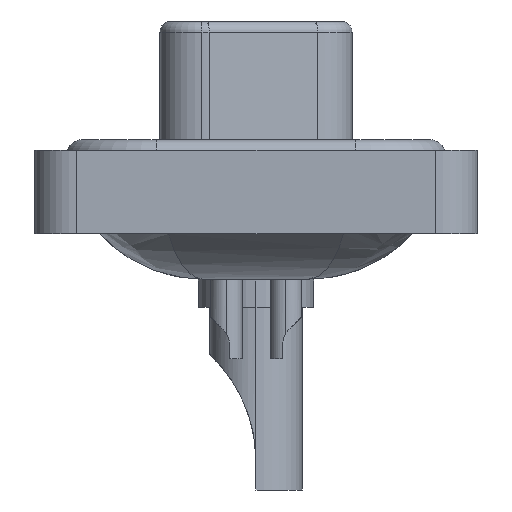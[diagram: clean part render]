
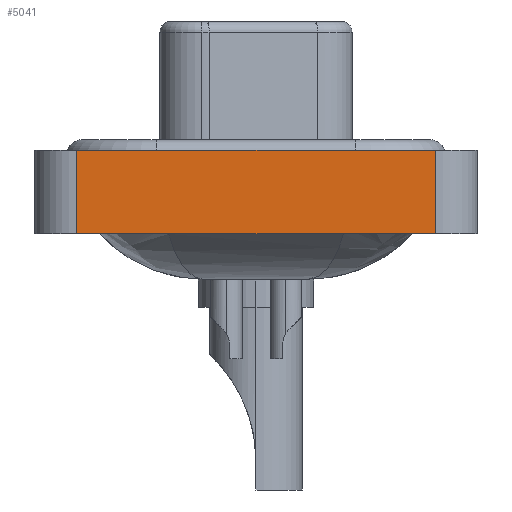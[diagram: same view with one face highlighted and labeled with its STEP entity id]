
A CAD part, left-side view. The second image highlights one B-rep face of the part: STEP entity #5041.
In plain terms, the highlighted planar face has unit normal (-1, 0, 0).
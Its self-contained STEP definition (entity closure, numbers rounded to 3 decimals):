
#448 = CARTESIAN_POINT ( 'NONE',  ( -7.35, -8.55, -3.6 ) ) ;
#2043 = VECTOR ( 'NONE', #6373, 1000. ) ;
#2700 = CARTESIAN_POINT ( 'NONE',  ( -7.35, 8.55, -3.6 ) ) ;
#3195 = AXIS2_PLACEMENT_3D ( 'NONE', #7922, #21302, #13742 ) ;
#3216 = LINE ( 'NONE', #19825, #9595 ) ;
#3761 = VERTEX_POINT ( 'NONE', #21185 ) ;
#4044 = CARTESIAN_POINT ( 'NONE',  ( -7.35, -8.55, -3.6 ) ) ;
#4125 = CARTESIAN_POINT ( 'NONE',  ( -7.35, -8.55, 0.4 ) ) ;
#5041 = ADVANCED_FACE ( 'NONE', ( #8157 ), #23278, .T. ) ;
#5421 = CARTESIAN_POINT ( 'NONE',  ( -7.35, 8.55, -3.6 ) ) ;
#5527 = ORIENTED_EDGE ( 'NONE', *, *, #24103, .F. ) ;
#5864 = CARTESIAN_POINT ( 'NONE',  ( -7.35, -8.55, 0.4 ) ) ;
#6135 = ORIENTED_EDGE ( 'NONE', *, *, #13852, .F. ) ;
#6373 = DIRECTION ( 'NONE',  ( 0., -1., 0. ) ) ;
#7478 = VECTOR ( 'NONE', #13431, 1000. ) ;
#7922 = CARTESIAN_POINT ( 'NONE',  ( -7.35, -8.55, -3.6 ) ) ;
#8157 = FACE_OUTER_BOUND ( 'NONE', #9085, .T. ) ;
#8236 = LINE ( 'NONE', #448, #2043 ) ;
#9085 = EDGE_LOOP ( 'NONE', ( #18395, #5527, #6135, #13945 ) ) ;
#9247 = EDGE_CURVE ( 'NONE', #15573, #20599, #8236, .T. ) ;
#9595 = VECTOR ( 'NONE', #23648, 1000. ) ;
#9714 = VERTEX_POINT ( 'NONE', #4125 ) ;
#11981 = LINE ( 'NONE', #2700, #14782 ) ;
#13431 = DIRECTION ( 'NONE',  ( 0., -1., 0. ) ) ;
#13454 = EDGE_CURVE ( 'NONE', #20599, #9714, #3216, .T. ) ;
#13742 = DIRECTION ( 'NONE',  ( 0., 0., 1. ) ) ;
#13852 = EDGE_CURVE ( 'NONE', #15573, #3761, #11981, .T. ) ;
#13945 = ORIENTED_EDGE ( 'NONE', *, *, #9247, .T. ) ;
#14782 = VECTOR ( 'NONE', #17659, 1000. ) ;
#15573 = VERTEX_POINT ( 'NONE', #5421 ) ;
#17659 = DIRECTION ( 'NONE',  ( 0., 0., 1. ) ) ;
#18395 = ORIENTED_EDGE ( 'NONE', *, *, #13454, .T. ) ;
#19825 = CARTESIAN_POINT ( 'NONE',  ( -7.35, -8.55, -3.6 ) ) ;
#20599 = VERTEX_POINT ( 'NONE', #4044 ) ;
#21185 = CARTESIAN_POINT ( 'NONE',  ( -7.35, 8.55, 0.4 ) ) ;
#21302 = DIRECTION ( 'NONE',  ( -1., 0., 0. ) ) ;
#21364 = LINE ( 'NONE', #5864, #7478 ) ;
#23278 = PLANE ( 'NONE',  #3195 ) ;
#23648 = DIRECTION ( 'NONE',  ( 0., 0., 1. ) ) ;
#24103 = EDGE_CURVE ( 'NONE', #3761, #9714, #21364, .T. ) ;
